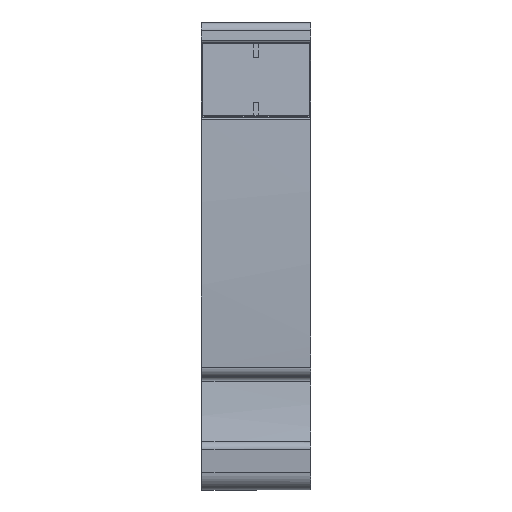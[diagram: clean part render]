
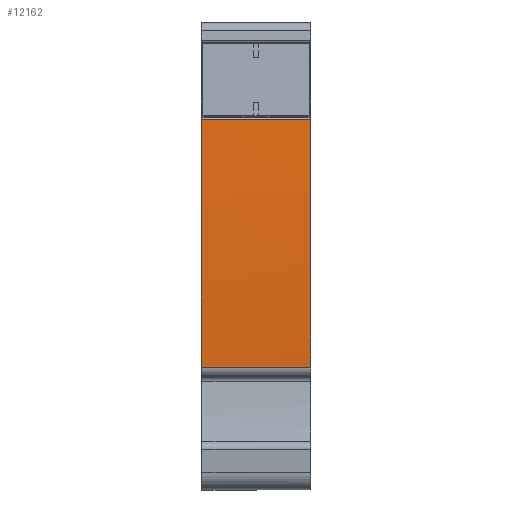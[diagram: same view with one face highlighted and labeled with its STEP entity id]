
A CAD part, front view. The second image highlights one B-rep face of the part: STEP entity #12162.
In plain terms, the highlighted cylindrical face has radius 230.64 mm (diameter 461.28 mm), a partial arc.
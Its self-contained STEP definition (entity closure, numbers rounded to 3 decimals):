
#662=AXIS2_PLACEMENT_3D('Circle Axis2P3D',#660,#661,$) ;
#12134=AXIS2_PLACEMENT_3D('Cylinder Axis2P3D',#12131,#12132,#12133) ;
#12145=AXIS2_PLACEMENT_3D('Circle Axis2P3D',#12143,#12144,$) ;
#12152=AXIS2_PLACEMENT_3D('Circle Axis2P3D',#12150,#12151,$) ;
#657=CARTESIAN_POINT('Vertex',(0.,1.529,13.45)) ;
#660=CARTESIAN_POINT('Axis2P3D Location',(0.,231.877,25.05)) ;
#664=CARTESIAN_POINT('Vertex',(0.,1.776,40.814)) ;
#12116=CARTESIAN_POINT('Vertex',(12.,1.776,40.814)) ;
#12119=CARTESIAN_POINT('Line Origine',(5.39,1.776,40.814)) ;
#12131=CARTESIAN_POINT('Axis2P3D Location',(5.39,231.877,25.05)) ;
#12136=CARTESIAN_POINT('Line Origine',(5.39,1.529,13.45)) ;
#12140=CARTESIAN_POINT('Vertex',(12.,1.529,13.45)) ;
#12143=CARTESIAN_POINT('Axis2P3D Location',(12.,231.877,25.05)) ;
#12147=CARTESIAN_POINT('Vertex',(12.,1.379,16.95)) ;
#12150=CARTESIAN_POINT('Axis2P3D Location',(12.,231.877,25.05)) ;
#661=DIRECTION('Axis2P3D Direction',(1.,0.,0.)) ;
#12120=DIRECTION('Vector Direction',(1.,0.,0.)) ;
#12132=DIRECTION('Axis2P3D Direction',(1.,0.,0.)) ;
#12133=DIRECTION('Axis2P3D XDirection',(0.,-0.998,0.068)) ;
#12137=DIRECTION('Vector Direction',(1.,0.,0.)) ;
#12144=DIRECTION('Axis2P3D Direction',(1.,0.,0.)) ;
#12151=DIRECTION('Axis2P3D Direction',(1.,0.,0.)) ;
#12121=VECTOR('Line Direction',#12120,1.) ;
#12138=VECTOR('Line Direction',#12137,1.) ;
#12156=ORIENTED_EDGE('',*,*,#666,.T.) ;
#12157=ORIENTED_EDGE('',*,*,#12142,.F.) ;
#12158=ORIENTED_EDGE('',*,*,#12149,.F.) ;
#12159=ORIENTED_EDGE('',*,*,#12154,.F.) ;
#12160=ORIENTED_EDGE('',*,*,#12123,.T.) ;
#12162=ADVANCED_FACE('V1',(#12161),#12135,.T.) ;
#663=CIRCLE('generated circle',#662,230.64) ;
#12146=CIRCLE('generated circle',#12145,230.64) ;
#12153=CIRCLE('generated circle',#12152,230.64) ;
#12135=CYLINDRICAL_SURFACE('generated cylinder',#12134,230.64) ;
#666=EDGE_CURVE('',#665,#658,#663,.T.) ;
#12123=EDGE_CURVE('',#12117,#665,#12122,.F.) ;
#12142=EDGE_CURVE('',#12141,#658,#12139,.F.) ;
#12149=EDGE_CURVE('',#12148,#12141,#12146,.T.) ;
#12154=EDGE_CURVE('',#12117,#12148,#12153,.T.) ;
#12155=EDGE_LOOP('',(#12156,#12157,#12158,#12159,#12160)) ;
#12161=FACE_OUTER_BOUND('',#12155,.T.) ;
#12122=LINE('Line',#12119,#12121) ;
#12139=LINE('Line',#12136,#12138) ;
#658=VERTEX_POINT('',#657) ;
#665=VERTEX_POINT('',#664) ;
#12117=VERTEX_POINT('',#12116) ;
#12141=VERTEX_POINT('',#12140) ;
#12148=VERTEX_POINT('',#12147) ;
